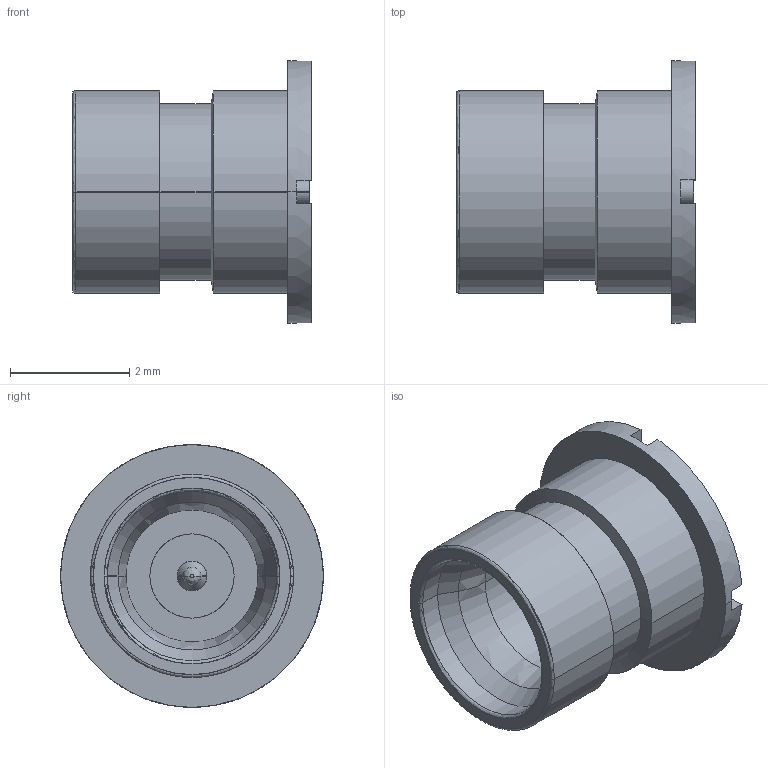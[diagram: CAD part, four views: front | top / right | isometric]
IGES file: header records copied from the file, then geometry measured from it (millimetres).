
Start section: SolidWorks IGES file using analytic representation for surfaces
Global section: file name: RS06L60000.IGS; native system: SolidWorks 2025; preprocessor: SolidWorks 2025; author: RAYMOND_G; date: 250908.101725; units: millimetre
Bounding box: 4 x 4.4 x 4.4 mm (x, y, z)
Surface area: 96 mm2 (no closed solid volume)
Topology: 0 solids, 0 shells, 64 faces, 638 edges, 638 vertices
Faces by surface type: revolution 32, bspline 32
